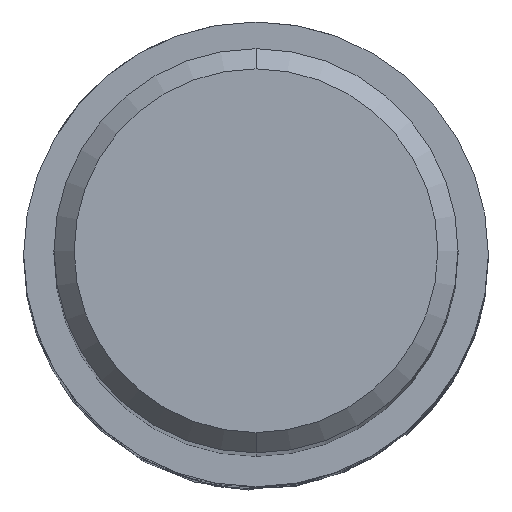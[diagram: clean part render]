
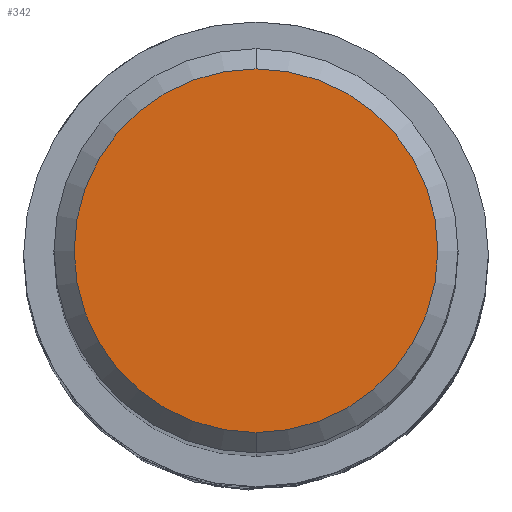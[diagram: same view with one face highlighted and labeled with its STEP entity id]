
A CAD part, top view. The second image highlights one B-rep face of the part: STEP entity #342.
In plain terms, the highlighted planar face has unit normal (0, 0, 1).
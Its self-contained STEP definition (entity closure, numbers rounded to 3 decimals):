
#342=ADVANCED_FACE('',(#882),#883,.T.);
#370=EDGE_CURVE('',#574,#732,#914,.T.);
#574=VERTEX_POINT('',#1136);
#708=EDGE_CURVE('',#732,#574,#1281,.T.);
#732=VERTEX_POINT('',#1308);
#882=FACE_OUTER_BOUND('',#1541,.T.);
#883=PLANE('',#1542);
#914=CIRCLE('',#1716,3.6);
#1136=CARTESIAN_POINT('',(0.,-3.6,0.0));
#1281=CIRCLE('',#4603,3.6);
#1308=CARTESIAN_POINT('',(0.0,3.6,0.0));
#1541=EDGE_LOOP('',(#4998,#4999));
#1542=AXIS2_PLACEMENT_3D('',#5000,#5001,#5002);
#1716=AXIS2_PLACEMENT_3D('',#5022,#5023,#5024);
#4603=AXIS2_PLACEMENT_3D('',#5396,#5397,#5398);
#4998=ORIENTED_EDGE('',*,*,#708,.F.);
#4999=ORIENTED_EDGE('',*,*,#370,.F.);
#5000=CARTESIAN_POINT('',(0.0,1.8,0.0));
#5001=DIRECTION('',(-0.0,0.0,1.0));
#5002=DIRECTION('',(0.0,-1.0,0.0));
#5022=CARTESIAN_POINT('',(0.0,0.0,0.0));
#5023=DIRECTION('',(0.0,0.0,-1.0));
#5024=DIRECTION('',(0.0,1.0,0.0));
#5396=CARTESIAN_POINT('',(0.0,0.0,0.0));
#5397=DIRECTION('',(0.0,0.0,-1.0));
#5398=DIRECTION('',(0.0,1.0,0.0));
